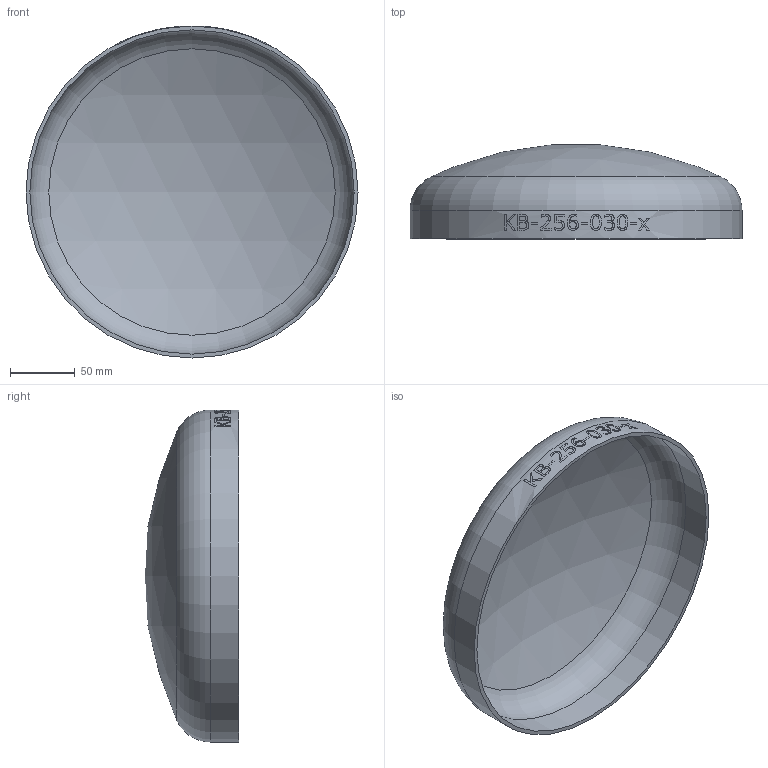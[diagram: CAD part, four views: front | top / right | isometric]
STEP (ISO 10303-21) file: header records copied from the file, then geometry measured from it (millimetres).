
FILE_DESCRIPTION (( 'STEP AP214' ), '1' );
FILE_NAME ('KB-256-030-x Klöpperboden 2003.STEP', '2020-03-27T07:41:24', ( '' ), ( '' ), 'SwSTEP 2.0', 'SolidWorks 2016', '' );
FILE_SCHEMA (( 'AUTOMOTIVE_DESIGN' ));
Length unit declared in the file: millimetre
Products named in the file (1): KB-256-030-x Klöpperboden 2003
Bounding box: 256 x 72.43 x 256 mm (x, y, z)
Volume: 244296.1 mm3; surface area: 165336.2 mm2
Topology: 1 solids, 1 shells, 188 faces, 502 edges, 334 vertices
Faces by surface type: bspline 108, plane 57, cylinder 19, torus 2, sphere 2
Full cylindrical faces by diameter (mm): 250 x1, 256 x1
Entity records: 31630 total; most frequent: CARTESIAN_POINT 25915, ORIENTED_EDGE 996, EDGE_CURVE 498, DIRECTION 384, B_SPLINE_CURVE_WITH_KNOTS 344, VERTEX_POINT 334, EDGE_LOOP 210, FACE_OUTER_BOUND 192
